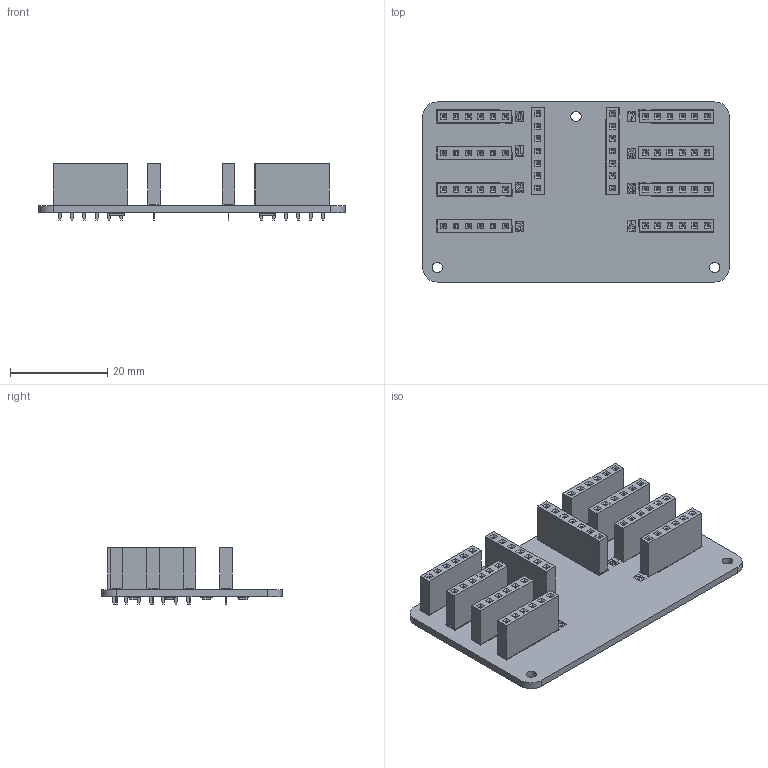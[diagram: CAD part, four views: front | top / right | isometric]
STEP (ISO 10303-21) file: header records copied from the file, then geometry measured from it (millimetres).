
FILE_DESCRIPTION(('KiCad electronic assembly'),'2;1');
FILE_NAME('switchboard-mk3.step','2025-10-14T23:39:36',('Pcbnew'),( 'Kicad'),'Open CASCADE STEP processor 7.5','KiCad to STEP converter' ,'Unknown');
FILE_SCHEMA(('AUTOMOTIVE_DESIGN { 1 0 10303 214 1 1 1 1 }'));
Length unit declared in the file: millimetre
Products named in the file (10): switchboard-mk3 1; PinSocket_1x06_P2.54mm_Vertical; PinSocket_1x07_P2.54mm_Vertical; Resistor-1206; Ceramic; Contacts; Contacts (Mirror #1); Overcoat; switchboard-mk3_silkscreen; switchboard-mk3_PCB
Assembly tree (24 placements, depth 3):
  switchboard-mk3 1
    PinSocket_1x06_P2.54mm_Vertical  x8
    PinSocket_1x07_P2.54mm_Vertical  x2
    Resistor-1206  x8
      Ceramic
      Contacts
      Contacts (Mirror #1)
      Overcoat
    switchboard-mk3_silkscreen
    switchboard-mk3_PCB
Bounding box: 63 x 37 x 11.6 mm (x, y, z)
Volume: 6638.3 mm3; surface area: 10926.5 mm2
Topology: 43 solids, 89 shells, 2089 faces, 5743 edges, 3910 vertices
Faces by surface type: plane 2020, cylinder 69
Full cylindrical faces by diameter (mm): 1 x62, 2.1 x3
Entity records: 19212 total; most frequent: CARTESIAN_POINT 3541, DIRECTION 3066, ORIENTED_EDGE 2938, EDGE_CURVE 1715, LINE 1436, VECTOR 1436, VERTEX_POINT 1290, AXIS2_PLACEMENT_3D 815
